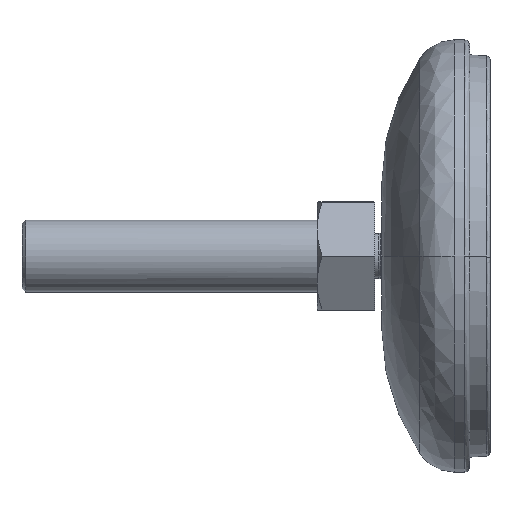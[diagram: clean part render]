
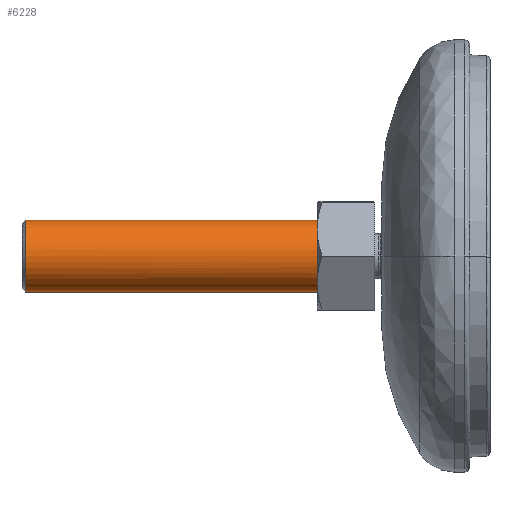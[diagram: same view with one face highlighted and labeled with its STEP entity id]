
A CAD part, left-side view. The second image highlights one B-rep face of the part: STEP entity #6228.
In plain terms, the highlighted cylindrical face has radius 10 mm (diameter 20 mm), a partial arc.
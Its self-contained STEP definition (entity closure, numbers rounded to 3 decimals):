
#111 = DIRECTION ( 'NONE',  ( 0., -1., 0. ) ) ;
#279 = CARTESIAN_POINT ( 'NONE',  ( 0., 125.7, -10. ) ) ;
#314 = EDGE_CURVE ( 'NONE', #3327, #3334, #1208, .T. ) ;
#321 = DIRECTION ( 'NONE',  ( 0., 0., -1. ) ) ;
#433 = CARTESIAN_POINT ( 'NONE',  ( 0., -31.99, -10. ) ) ;
#533 = EDGE_LOOP ( 'NONE', ( #1262, #3393, #4996, #2959 ) ) ;
#1142 = LINE ( 'NONE', #4706, #1532 ) ;
#1147 = DIRECTION ( 'NONE',  ( 0., 0., -1. ) ) ;
#1208 = LINE ( 'NONE', #6024, #3893 ) ;
#1262 = ORIENTED_EDGE ( 'NONE', *, *, #6085, .F. ) ;
#1381 = CARTESIAN_POINT ( 'NONE',  ( 0., 44.7, 0. ) ) ;
#1435 = EDGE_CURVE ( 'NONE', #8074, #7028, #8102, .T. ) ;
#1450 = EDGE_CURVE ( 'NONE', #3133, #7028, #4018, .T. ) ;
#1532 = VECTOR ( 'NONE', #3248, 1000. ) ;
#2188 = CARTESIAN_POINT ( 'NONE',  ( -8., 36.7, 6. ) ) ;
#2217 = LINE ( 'NONE', #7721, #3825 ) ;
#2251 = CARTESIAN_POINT ( 'NONE',  ( -8., 44.7, -6. ) ) ;
#2331 = CARTESIAN_POINT ( 'NONE',  ( 0., 32., -10. ) ) ;
#2444 = DIRECTION ( 'NONE',  ( 0., -1., 0. ) ) ;
#2493 = DIRECTION ( 'NONE',  ( 0., 0., -1. ) ) ;
#2612 = CARTESIAN_POINT ( 'NONE',  ( 0., 32., 10. ) ) ;
#2708 = VECTOR ( 'NONE', #3164, 1000. ) ;
#2923 = CARTESIAN_POINT ( 'NONE',  ( 0., 125.7, 0. ) ) ;
#2959 = ORIENTED_EDGE ( 'NONE', *, *, #1450, .F. ) ;
#3122 = VERTEX_POINT ( 'NONE', #4754 ) ;
#3133 = VERTEX_POINT ( 'NONE', #2612 ) ;
#3164 = DIRECTION ( 'NONE',  ( 0., -1., 0. ) ) ;
#3213 = CARTESIAN_POINT ( 'NONE',  ( 0., -31.99, 0. ) ) ;
#3248 = DIRECTION ( 'NONE',  ( 0., 1., 0. ) ) ;
#3263 = EDGE_CURVE ( 'NONE', #6567, #8074, #7987, .T. ) ;
#3327 = VERTEX_POINT ( 'NONE', #2251 ) ;
#3334 = VERTEX_POINT ( 'NONE', #6454 ) ;
#3393 = ORIENTED_EDGE ( 'NONE', *, *, #3263, .T. ) ;
#3486 = ORIENTED_EDGE ( 'NONE', *, *, #314, .F. ) ;
#3663 = DIRECTION ( 'NONE',  ( 0., -1., 0. ) ) ;
#3825 = VECTOR ( 'NONE', #3663, 1000. ) ;
#3893 = VECTOR ( 'NONE', #8240, 1000. ) ;
#3926 = EDGE_LOOP ( 'NONE', ( #4193, #6138, #8809, #3486 ) ) ;
#4018 = CIRCLE ( 'NONE', #5019, 10. ) ;
#4193 = ORIENTED_EDGE ( 'NONE', *, *, #7354, .F. ) ;
#4367 = FACE_BOUND ( 'NONE', #3926, .T. ) ;
#4415 = AXIS2_PLACEMENT_3D ( 'NONE', #3213, #2444, #2493 ) ;
#4706 = CARTESIAN_POINT ( 'NONE',  ( -8., -31.99, 6. ) ) ;
#4754 = CARTESIAN_POINT ( 'NONE',  ( -8., 44.7, 6. ) ) ;
#4795 = DIRECTION ( 'NONE',  ( 0., -1., 0. ) ) ;
#4996 = ORIENTED_EDGE ( 'NONE', *, *, #1435, .T. ) ;
#5019 = AXIS2_PLACEMENT_3D ( 'NONE', #7316, #8045, #1147 ) ;
#5204 = CARTESIAN_POINT ( 'NONE',  ( 0., 36.7, 0. ) ) ;
#5233 = FACE_OUTER_BOUND ( 'NONE', #533, .T. ) ;
#5440 = CIRCLE ( 'NONE', #7749, 10. ) ;
#5578 = DIRECTION ( 'NONE',  ( 0., 0., 1. ) ) ;
#5850 = EDGE_CURVE ( 'NONE', #8897, #3122, #1142, .T. ) ;
#5962 = AXIS2_PLACEMENT_3D ( 'NONE', #2923, #4795, #7536 ) ;
#6024 = CARTESIAN_POINT ( 'NONE',  ( -8., -31.99, -6. ) ) ;
#6085 = EDGE_CURVE ( 'NONE', #6567, #3133, #2217, .T. ) ;
#6138 = ORIENTED_EDGE ( 'NONE', *, *, #5850, .F. ) ;
#6228 = ADVANCED_FACE ( 'NONE', ( #5233, #4367 ), #8698, .T. ) ;
#6454 = CARTESIAN_POINT ( 'NONE',  ( -8., 36.7, -6. ) ) ;
#6567 = VERTEX_POINT ( 'NONE', #8540 ) ;
#7028 = VERTEX_POINT ( 'NONE', #2331 ) ;
#7104 = EDGE_CURVE ( 'NONE', #3334, #8897, #8036, .T. ) ;
#7316 = CARTESIAN_POINT ( 'NONE',  ( 0., 32., 0. ) ) ;
#7354 = EDGE_CURVE ( 'NONE', #3122, #3327, #5440, .T. ) ;
#7536 = DIRECTION ( 'NONE',  ( 0., 0., -1. ) ) ;
#7721 = CARTESIAN_POINT ( 'NONE',  ( 0., -31.99, 10. ) ) ;
#7749 = AXIS2_PLACEMENT_3D ( 'NONE', #1381, #111, #5578 ) ;
#7987 = CIRCLE ( 'NONE', #5962, 10. ) ;
#8036 = CIRCLE ( 'NONE', #8770, 10. ) ;
#8045 = DIRECTION ( 'NONE',  ( 0., -1., 0. ) ) ;
#8074 = VERTEX_POINT ( 'NONE', #279 ) ;
#8102 = LINE ( 'NONE', #433, #2708 ) ;
#8240 = DIRECTION ( 'NONE',  ( 0., -1., 0. ) ) ;
#8479 = DIRECTION ( 'NONE',  ( 0., 1., 0. ) ) ;
#8540 = CARTESIAN_POINT ( 'NONE',  ( 0., 125.7, 10. ) ) ;
#8698 = CYLINDRICAL_SURFACE ( 'NONE', #4415, 10. ) ;
#8770 = AXIS2_PLACEMENT_3D ( 'NONE', #5204, #8479, #321 ) ;
#8809 = ORIENTED_EDGE ( 'NONE', *, *, #7104, .F. ) ;
#8897 = VERTEX_POINT ( 'NONE', #2188 ) ;
